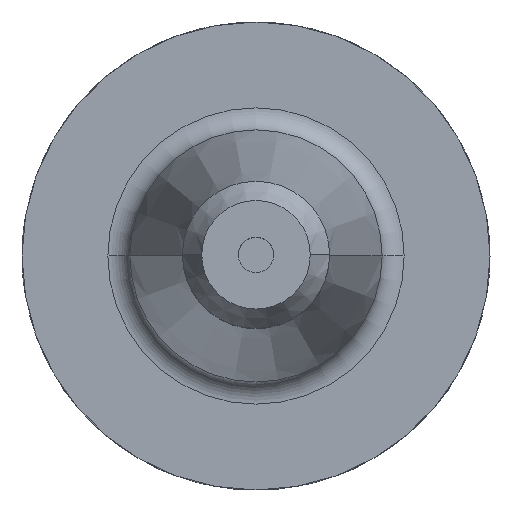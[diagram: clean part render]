
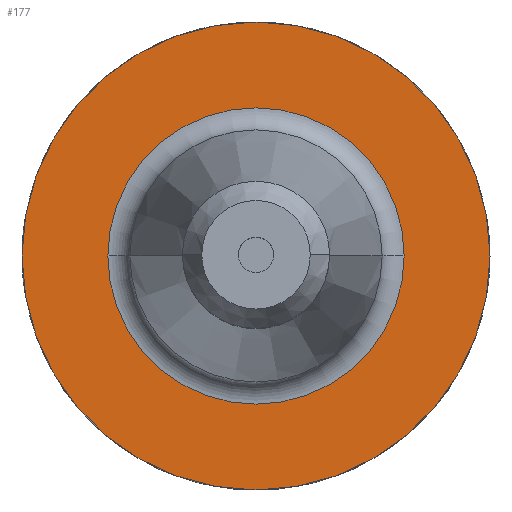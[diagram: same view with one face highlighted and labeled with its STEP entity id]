
A CAD part, top view. The second image highlights one B-rep face of the part: STEP entity #177.
In plain terms, the highlighted planar face has unit normal (0, 0, 1).
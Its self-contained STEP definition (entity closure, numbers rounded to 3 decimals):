
#40 = EDGE_CURVE ( 'NONE', #1588, #700, #1034, .T. ) ;
#55 = DIRECTION ( 'NONE',  ( 0., 0., -1. ) ) ;
#97 = DIRECTION ( 'NONE',  ( -1., 0., 0. ) ) ;
#177 = ADVANCED_FACE ( 'NONE', ( #864, #832 ), #378, .F. ) ;
#180 = ORIENTED_EDGE ( 'NONE', *, *, #582, .T. ) ;
#191 = CARTESIAN_POINT ( 'NONE',  ( 0., 0., 27. ) ) ;
#245 = CIRCLE ( 'NONE', #986, 31.5 ) ;
#258 = DIRECTION ( 'NONE',  ( 0., 0., -1. ) ) ;
#271 = ORIENTED_EDGE ( 'NONE', *, *, #40, .F. ) ;
#284 = DIRECTION ( 'NONE',  ( 0., 0., -1. ) ) ;
#313 = DIRECTION ( 'NONE',  ( -1., 0., 0. ) ) ;
#318 = EDGE_LOOP ( 'NONE', ( #271, #587 ) ) ;
#378 = PLANE ( 'NONE',  #893 ) ;
#448 = CARTESIAN_POINT ( 'NONE',  ( -19.947, 0., 27. ) ) ;
#518 = ORIENTED_EDGE ( 'NONE', *, *, #728, .T. ) ;
#582 = EDGE_CURVE ( 'NONE', #1134, #762, #735, .T. ) ;
#587 = ORIENTED_EDGE ( 'NONE', *, *, #738, .F. ) ;
#609 = CIRCLE ( 'NONE', #890, 19.947 ) ;
#611 = DIRECTION ( 'NONE',  ( -1., 0., 0. ) ) ;
#700 = VERTEX_POINT ( 'NONE', #1421 ) ;
#728 = EDGE_CURVE ( 'NONE', #762, #1134, #609, .T. ) ;
#735 = CIRCLE ( 'NONE', #1613, 19.947 ) ;
#738 = EDGE_CURVE ( 'NONE', #700, #1588, #245, .T. ) ;
#744 = CARTESIAN_POINT ( 'NONE',  ( 0., 0., 27. ) ) ;
#762 = VERTEX_POINT ( 'NONE', #1281 ) ;
#797 = CARTESIAN_POINT ( 'NONE',  ( 0., 0., 27. ) ) ;
#832 = FACE_OUTER_BOUND ( 'NONE', #318, .T. ) ;
#864 = FACE_BOUND ( 'NONE', #1151, .T. ) ;
#873 = CARTESIAN_POINT ( 'NONE',  ( 0., 31.5, 27. ) ) ;
#890 = AXIS2_PLACEMENT_3D ( 'NONE', #1575, #284, #1195 ) ;
#893 = AXIS2_PLACEMENT_3D ( 'NONE', #873, #258, #97 ) ;
#926 = DIRECTION ( 'NONE',  ( -1., 0., 0. ) ) ;
#986 = AXIS2_PLACEMENT_3D ( 'NONE', #797, #55, #926 ) ;
#1034 = CIRCLE ( 'NONE', #1338, 31.5 ) ;
#1091 = DIRECTION ( 'NONE',  ( 0., 0., -1. ) ) ;
#1134 = VERTEX_POINT ( 'NONE', #448 ) ;
#1151 = EDGE_LOOP ( 'NONE', ( #180, #518 ) ) ;
#1195 = DIRECTION ( 'NONE',  ( -1., 0., 0. ) ) ;
#1257 = CARTESIAN_POINT ( 'NONE',  ( -31.5, 0., 27. ) ) ;
#1281 = CARTESIAN_POINT ( 'NONE',  ( 19.947, 0., 27. ) ) ;
#1338 = AXIS2_PLACEMENT_3D ( 'NONE', #744, #1395, #611 ) ;
#1395 = DIRECTION ( 'NONE',  ( 0., 0., -1. ) ) ;
#1421 = CARTESIAN_POINT ( 'NONE',  ( 31.5, 0., 27. ) ) ;
#1575 = CARTESIAN_POINT ( 'NONE',  ( 0., 0., 27. ) ) ;
#1588 = VERTEX_POINT ( 'NONE', #1257 ) ;
#1613 = AXIS2_PLACEMENT_3D ( 'NONE', #191, #1091, #313 ) ;
